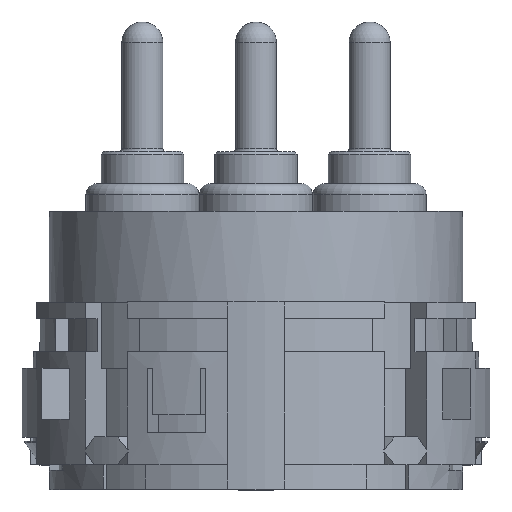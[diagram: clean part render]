
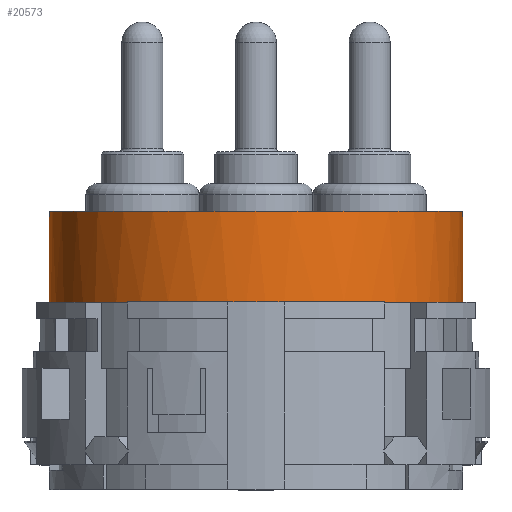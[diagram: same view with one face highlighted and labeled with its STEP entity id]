
A CAD part, top view. The second image highlights one B-rep face of the part: STEP entity #20573.
In plain terms, the highlighted cylindrical face has radius 7.5 mm (diameter 15 mm), a partial arc.
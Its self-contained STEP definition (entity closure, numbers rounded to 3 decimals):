
#1010=CARTESIAN_POINT('',(0.,6.8,0.));
#1011=DIRECTION('',(0.,1.,0.));
#1012=DIRECTION('',(0.137,0.,0.991));
#1013=AXIS2_PLACEMENT_3D('',#1010,#1011,#1012);
#1028=CARTESIAN_POINT('',(0.,6.8,0.));
#1029=DIRECTION('',(0.,1.,0.));
#1030=DIRECTION('',(0.93,0.,0.368));
#1031=AXIS2_PLACEMENT_3D('',#1028,#1029,#1030);
#1038=CARTESIAN_POINT('',(0.,6.8,0.));
#1039=DIRECTION('',(0.,1.,0.));
#1040=DIRECTION('',(-1.,0.,0.));
#1041=AXIS2_PLACEMENT_3D('',#1038,#1039,#1040);
#1056=CARTESIAN_POINT('',(0.,6.8,0.));
#1057=DIRECTION('',(0.,1.,0.));
#1058=DIRECTION('',(-0.779,0.,0.627));
#1059=AXIS2_PLACEMENT_3D('',#1056,#1057,#1058);
#1393=CARTESIAN_POINT('',(0.,6.8,0.));
#1394=DIRECTION('',(0.,1.,0.));
#1395=DIRECTION('',(0.779,0.,0.627));
#1396=AXIS2_PLACEMENT_3D('',#1393,#1394,#1395);
#1398=CARTESIAN_POINT('',(0.,6.8,0.));
#1399=DIRECTION('',(0.,1.,0.));
#1400=DIRECTION('',(-0.137,0.,0.991));
#1401=AXIS2_PLACEMENT_3D('',#1398,#1399,#1400);
#1403=CARTESIAN_POINT('',(0.,6.8,0.));
#1404=DIRECTION('',(0.,1.,0.));
#1405=DIRECTION('',(-0.93,0.,0.368));
#1406=AXIS2_PLACEMENT_3D('',#1403,#1404,#1405);
#1408=DIRECTION('',(0.,1.,0.));
#1409=VECTOR('',#1408,3.3);
#1410=CARTESIAN_POINT('',(-7.5,6.8,0.));
#1411=LINE('',#1410,#1409);
#1593=DIRECTION('',(0.,1.,0.));
#1594=VECTOR('',#1593,3.3);
#1595=CARTESIAN_POINT('',(7.5,6.8,0.));
#1596=LINE('',#1595,#1594);
#1597=CARTESIAN_POINT('',(0.,10.1,0.));
#1598=DIRECTION('',(0.,1.,0.));
#1599=DIRECTION('',(-1.,0.,0.));
#1600=AXIS2_PLACEMENT_3D('',#1597,#1598,#1599);
#16384=CARTESIAN_POINT('',(-7.5,10.1,0.));
#16385=CARTESIAN_POINT('',(7.5,10.1,0.));
#16386=VERTEX_POINT('',#16384);
#16387=VERTEX_POINT('',#16385);
#16388=CARTESIAN_POINT('',(7.5,6.8,0.));
#16389=CARTESIAN_POINT('',(-7.5,6.8,0.));
#16390=VERTEX_POINT('',#16388);
#16391=VERTEX_POINT('',#16389);
#16651=CARTESIAN_POINT('',(-1.025,6.8,7.43));
#16653=VERTEX_POINT('',#16651);
#16654=CARTESIAN_POINT('',(1.025,6.8,7.43));
#16656=VERTEX_POINT('',#16654);
#16715=CARTESIAN_POINT('',(-6.975,6.8,2.757));
#16717=VERTEX_POINT('',#16715);
#16728=CARTESIAN_POINT('',(-5.843,6.8,4.702));
#16730=VERTEX_POINT('',#16728);
#16762=CARTESIAN_POINT('',(6.975,6.8,2.757));
#16764=VERTEX_POINT('',#16762);
#16801=CARTESIAN_POINT('',(5.843,6.8,4.702));
#16803=VERTEX_POINT('',#16801);
#20551=CARTESIAN_POINT('',(0.,6.8,0.));
#20552=DIRECTION('',(0.,1.,0.));
#20553=DIRECTION('',(-1.,0.,0.));
#20554=AXIS2_PLACEMENT_3D('',#20551,#20552,#20553);
#20555=CYLINDRICAL_SURFACE('',#20554,7.5);
#20557=ORIENTED_EDGE('',*,*,#20556,.F.);
#20558=ORIENTED_EDGE('',*,*,#20062,.F.);
#20559=ORIENTED_EDGE('',*,*,#20543,.F.);
#20560=ORIENTED_EDGE('',*,*,#20082,.F.);
#20562=ORIENTED_EDGE('',*,*,#20561,.F.);
#20563=ORIENTED_EDGE('',*,*,#20074,.F.);
#20565=ORIENTED_EDGE('',*,*,#20564,.T.);
#20567=ORIENTED_EDGE('',*,*,#20566,.T.);
#20569=ORIENTED_EDGE('',*,*,#20568,.F.);
#20570=ORIENTED_EDGE('',*,*,#20070,.F.);
#20571=EDGE_LOOP('',(#20557,#20558,#20559,#20560,#20562,#20563,#20565,#20567,
#20569,#20570));
#20572=FACE_OUTER_BOUND('',#20571,.F.);
#1014=CIRCLE('',#1013,7.5);
#1032=CIRCLE('',#1031,7.5);
#1042=CIRCLE('',#1041,7.5);
#1060=CIRCLE('',#1059,7.5);
#1397=CIRCLE('',#1396,7.5);
#1402=CIRCLE('',#1401,7.5);
#1407=CIRCLE('',#1406,7.5);
#1601=CIRCLE('',#1600,7.5);
#20062=EDGE_CURVE('',#16656,#16803,#1014,.T.);
#20070=EDGE_CURVE('',#16764,#16390,#1032,.T.);
#20074=EDGE_CURVE('',#16391,#16717,#1042,.T.);
#20082=EDGE_CURVE('',#16730,#16653,#1060,.T.);
#20543=EDGE_CURVE('',#16653,#16656,#1402,.T.);
#20556=EDGE_CURVE('',#16803,#16764,#1397,.T.);
#20561=EDGE_CURVE('',#16717,#16730,#1407,.T.);
#20564=EDGE_CURVE('',#16391,#16386,#1411,.T.);
#20566=EDGE_CURVE('',#16386,#16387,#1601,.T.);
#20568=EDGE_CURVE('',#16390,#16387,#1596,.T.);
#20573=ADVANCED_FACE('',(#20572),#20555,.T.);
